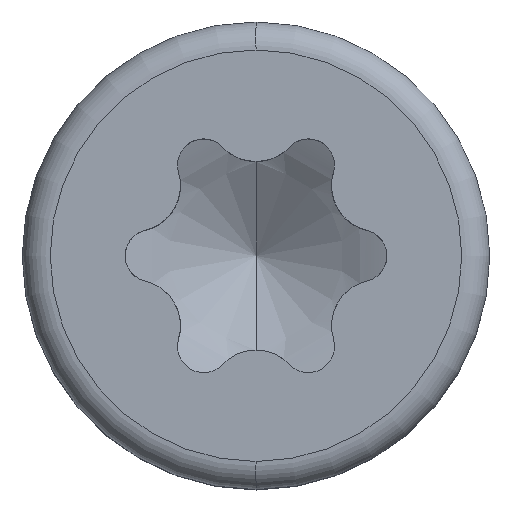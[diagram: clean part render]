
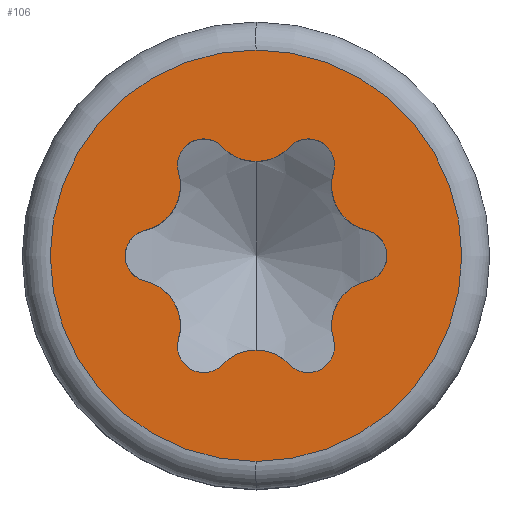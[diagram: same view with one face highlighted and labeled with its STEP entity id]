
A CAD part, top view. The second image highlights one B-rep face of the part: STEP entity #106.
In plain terms, the highlighted planar face has unit normal (0, 0, 1).
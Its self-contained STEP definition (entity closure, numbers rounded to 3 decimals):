
#106=ADVANCED_FACE('',(#209,#210),#211,.F.);
#209=FACE_OUTER_BOUND('',#306,.T.);
#210=FACE_BOUND('',#307,.T.);
#211=PLANE('',#308);
#306=EDGE_LOOP('',(#544,#545));
#307=EDGE_LOOP('',(#546,#547,#548,#549,#550,#551,#552,#553,#554,#555,#556,#557,#558,#559,#560,#561,#562,#563));
#308=AXIS2_PLACEMENT_3D('',#564,#565,#566);
#544=ORIENTED_EDGE('',*,*,#592,.F.);
#545=ORIENTED_EDGE('',*,*,#685,.F.);
#546=ORIENTED_EDGE('',*,*,#683,.F.);
#547=ORIENTED_EDGE('',*,*,#680,.F.);
#548=ORIENTED_EDGE('',*,*,#597,.T.);
#549=ORIENTED_EDGE('',*,*,#678,.T.);
#550=ORIENTED_EDGE('',*,*,#602,.F.);
#551=ORIENTED_EDGE('',*,*,#676,.F.);
#552=ORIENTED_EDGE('',*,*,#607,.T.);
#553=ORIENTED_EDGE('',*,*,#674,.T.);
#554=ORIENTED_EDGE('',*,*,#671,.F.);
#555=ORIENTED_EDGE('',*,*,#668,.T.);
#556=ORIENTED_EDGE('',*,*,#665,.F.);
#557=ORIENTED_EDGE('',*,*,#662,.F.);
#558=ORIENTED_EDGE('',*,*,#614,.F.);
#559=ORIENTED_EDGE('',*,*,#660,.F.);
#560=ORIENTED_EDGE('',*,*,#619,.F.);
#561=ORIENTED_EDGE('',*,*,#658,.F.);
#562=ORIENTED_EDGE('',*,*,#624,.F.);
#563=ORIENTED_EDGE('',*,*,#656,.F.);
#564=CARTESIAN_POINT('',(5.,5.0,22.0));
#565=DIRECTION('',(0.,0.,-1.0));
#566=DIRECTION('',(1.0,0.,0.0));
#592=EDGE_CURVE('',#701,#703,#704,.T.);
#597=EDGE_CURVE('',#711,#708,#712,.T.);
#602=EDGE_CURVE('',#717,#720,#721,.T.);
#607=EDGE_CURVE('',#729,#726,#730,.T.);
#614=EDGE_CURVE('',#740,#736,#742,.T.);
#619=EDGE_CURVE('',#749,#745,#751,.T.);
#624=EDGE_CURVE('',#758,#754,#760,.T.);
#656=EDGE_CURVE('',#804,#758,#806,.T.);
#658=EDGE_CURVE('',#754,#749,#808,.T.);
#660=EDGE_CURVE('',#745,#740,#810,.T.);
#662=EDGE_CURVE('',#736,#812,#813,.T.);
#665=EDGE_CURVE('',#812,#816,#817,.T.);
#668=EDGE_CURVE('',#820,#816,#821,.T.);
#671=EDGE_CURVE('',#820,#824,#825,.T.);
#674=EDGE_CURVE('',#726,#824,#828,.T.);
#676=EDGE_CURVE('',#729,#717,#830,.T.);
#678=EDGE_CURVE('',#708,#720,#832,.T.);
#680=EDGE_CURVE('',#711,#834,#835,.T.);
#683=EDGE_CURVE('',#834,#804,#838,.T.);
#685=EDGE_CURVE('',#703,#701,#840,.T.);
#701=VERTEX_POINT('',#858);
#703=VERTEX_POINT('',#860);
#704=CIRCLE('',#861,4.4);
#708=VERTEX_POINT('',#865);
#711=VERTEX_POINT('',#869);
#712=CIRCLE('',#870,0.56);
#717=VERTEX_POINT('',#903);
#720=VERTEX_POINT('',#907);
#721=CIRCLE('',#908,0.98);
#726=VERTEX_POINT('',#932);
#729=VERTEX_POINT('',#936);
#730=CIRCLE('',#937,0.56);
#736=VERTEX_POINT('',#971);
#740=VERTEX_POINT('',#1003);
#742=CIRCLE('',#1006,0.56);
#745=VERTEX_POINT('',#1009);
#749=VERTEX_POINT('',#1032);
#751=CIRCLE('',#1035,0.98);
#754=VERTEX_POINT('',#1038);
#758=VERTEX_POINT('',#1070);
#760=CIRCLE('',#1073,0.56);
#804=VERTEX_POINT('',#1391);
#806=CIRCLE('',#1394,0.98);
#808=CIRCLE('',#1396,0.56);
#810=CIRCLE('',#1398,0.98);
#812=VERTEX_POINT('',#1400);
#813=CIRCLE('',#1401,0.56);
#816=VERTEX_POINT('',#1405);
#817=CIRCLE('',#1406,0.98);
#820=VERTEX_POINT('',#1410);
#821=CIRCLE('',#1411,0.56);
#824=VERTEX_POINT('',#1415);
#825=CIRCLE('',#1416,0.98);
#828=CIRCLE('',#1420,0.56);
#830=CIRCLE('',#1422,0.98);
#832=CIRCLE('',#1424,0.56);
#834=VERTEX_POINT('',#1426);
#835=CIRCLE('',#1427,0.98);
#838=CIRCLE('',#1431,0.56);
#840=CIRCLE('',#1433,4.4);
#858=CARTESIAN_POINT('',(5.,0.6,22.0));
#860=CARTESIAN_POINT('',(5.,9.4,22.0));
#861=AXIS2_PLACEMENT_3D('',#1451,#1452,#1453);
#865=CARTESIAN_POINT('',(6.12,2.5,22.0));
#869=CARTESIAN_POINT('',(6.656,3.221,22.0));
#870=AXIS2_PLACEMENT_3D('',#1461,#1462,#1463);
#903=CARTESIAN_POINT('',(5.,2.983,22.0));
#907=CARTESIAN_POINT('',(5.713,2.676,22.0));
#908=AXIS2_PLACEMENT_3D('',#1466,#1467,#1468);
#932=CARTESIAN_POINT('',(3.88,2.5,22.0));
#936=CARTESIAN_POINT('',(4.287,2.676,22.0));
#937=AXIS2_PLACEMENT_3D('',#1471,#1472,#1473);
#971=CARTESIAN_POINT('',(3.88,7.5,22.0));
#1003=CARTESIAN_POINT('',(4.287,7.324,22.0));
#1006=AXIS2_PLACEMENT_3D('',#1477,#1478,#1479);
#1009=CARTESIAN_POINT('',(5.,7.017,22.0));
#1032=CARTESIAN_POINT('',(5.713,7.324,22.0));
#1035=AXIS2_PLACEMENT_3D('',#1482,#1483,#1484);
#1038=CARTESIAN_POINT('',(6.12,7.5,22.0));
#1070=CARTESIAN_POINT('',(6.656,6.779,22.0));
#1073=AXIS2_PLACEMENT_3D('',#1487,#1488,#1489);
#1391=CARTESIAN_POINT('',(7.369,5.545,22.0));
#1394=AXIS2_PLACEMENT_3D('',#1516,#1517,#1518);
#1396=AXIS2_PLACEMENT_3D('',#1519,#1520,#1521);
#1398=AXIS2_PLACEMENT_3D('',#1522,#1523,#1524);
#1400=CARTESIAN_POINT('',(3.344,6.779,22.0));
#1401=AXIS2_PLACEMENT_3D('',#1525,#1526,#1527);
#1405=CARTESIAN_POINT('',(2.631,5.545,22.0));
#1406=AXIS2_PLACEMENT_3D('',#1529,#1530,#1531);
#1410=CARTESIAN_POINT('',(2.631,4.455,22.0));
#1411=AXIS2_PLACEMENT_3D('',#1533,#1534,#1535);
#1415=CARTESIAN_POINT('',(3.344,3.221,22.0));
#1416=AXIS2_PLACEMENT_3D('',#1537,#1538,#1539);
#1420=AXIS2_PLACEMENT_3D('',#1541,#1542,#1543);
#1422=AXIS2_PLACEMENT_3D('',#1544,#1545,#1546);
#1424=AXIS2_PLACEMENT_3D('',#1547,#1548,#1549);
#1426=CARTESIAN_POINT('',(7.369,4.455,22.0));
#1427=AXIS2_PLACEMENT_3D('',#1550,#1551,#1552);
#1431=AXIS2_PLACEMENT_3D('',#1554,#1555,#1556);
#1433=AXIS2_PLACEMENT_3D('',#1557,#1558,#1559);
#1451=CARTESIAN_POINT('',(5.,5.0,22.0));
#1452=DIRECTION('',(0.,0.0,-1.0));
#1453=DIRECTION('',(0.0,-1.0,0.0));
#1461=CARTESIAN_POINT('',(6.12,3.06,22.0));
#1462=DIRECTION('',(0.0,0.0,-1.0));
#1463=DIRECTION('',(-1.0,0.0,0.0));
#1466=CARTESIAN_POINT('',(5.,2.003,22.0));
#1467=DIRECTION('',(0.,0.0,-1.0));
#1468=DIRECTION('',(-1.0,0.0,0.));
#1471=CARTESIAN_POINT('',(3.88,3.06,22.0));
#1472=DIRECTION('',(0.0,0.0,-1.0));
#1473=DIRECTION('',(-1.0,0.0,0.0));
#1477=CARTESIAN_POINT('',(3.88,6.94,22.0));
#1478=DIRECTION('',(0.0,0.0,1.0));
#1479=DIRECTION('',(-1.0,0.0,0.0));
#1482=CARTESIAN_POINT('',(5.,7.997,22.0));
#1483=DIRECTION('',(0.,0.0,-1.0));
#1484=DIRECTION('',(-1.0,0.0,0.));
#1487=CARTESIAN_POINT('',(6.12,6.94,22.0));
#1488=DIRECTION('',(0.0,0.0,1.0));
#1489=DIRECTION('',(-1.0,0.0,0.0));
#1516=CARTESIAN_POINT('',(7.595,6.498,22.0));
#1517=DIRECTION('',(0.,0.0,-1.0));
#1518=DIRECTION('',(-1.0,0.0,0.));
#1519=CARTESIAN_POINT('',(6.12,6.94,22.0));
#1520=DIRECTION('',(0.0,0.0,1.0));
#1521=DIRECTION('',(-1.0,0.0,0.0));
#1522=CARTESIAN_POINT('',(5.,7.997,22.0));
#1523=DIRECTION('',(0.,0.0,-1.0));
#1524=DIRECTION('',(-1.0,0.0,0.));
#1525=CARTESIAN_POINT('',(3.88,6.94,22.0));
#1526=DIRECTION('',(0.0,0.0,1.0));
#1527=DIRECTION('',(-1.0,0.0,0.0));
#1529=CARTESIAN_POINT('',(2.405,6.498,22.0));
#1530=DIRECTION('',(0.,0.0,-1.0));
#1531=DIRECTION('',(-1.0,0.0,0.));
#1533=CARTESIAN_POINT('',(2.76,5.0,22.0));
#1534=DIRECTION('',(0.0,0.0,-1.0));
#1535=DIRECTION('',(-1.0,0.0,0.0));
#1537=CARTESIAN_POINT('',(2.405,3.502,22.0));
#1538=DIRECTION('',(0.,0.0,-1.0));
#1539=DIRECTION('',(-1.0,0.0,0.));
#1541=CARTESIAN_POINT('',(3.88,3.06,22.0));
#1542=DIRECTION('',(0.0,0.0,-1.0));
#1543=DIRECTION('',(-1.0,0.0,0.0));
#1544=CARTESIAN_POINT('',(5.,2.003,22.0));
#1545=DIRECTION('',(0.,0.0,-1.0));
#1546=DIRECTION('',(-1.0,0.0,0.));
#1547=CARTESIAN_POINT('',(6.12,3.06,22.0));
#1548=DIRECTION('',(0.0,0.0,-1.0));
#1549=DIRECTION('',(-1.0,0.0,0.0));
#1550=CARTESIAN_POINT('',(7.595,3.502,22.0));
#1551=DIRECTION('',(0.,0.0,-1.0));
#1552=DIRECTION('',(-1.0,0.0,0.));
#1554=CARTESIAN_POINT('',(7.24,5.0,22.0));
#1555=DIRECTION('',(0.0,0.0,1.0));
#1556=DIRECTION('',(-1.0,0.0,0.0));
#1557=CARTESIAN_POINT('',(5.,5.0,22.0));
#1558=DIRECTION('',(0.,0.0,-1.0));
#1559=DIRECTION('',(0.0,-1.0,0.0));
